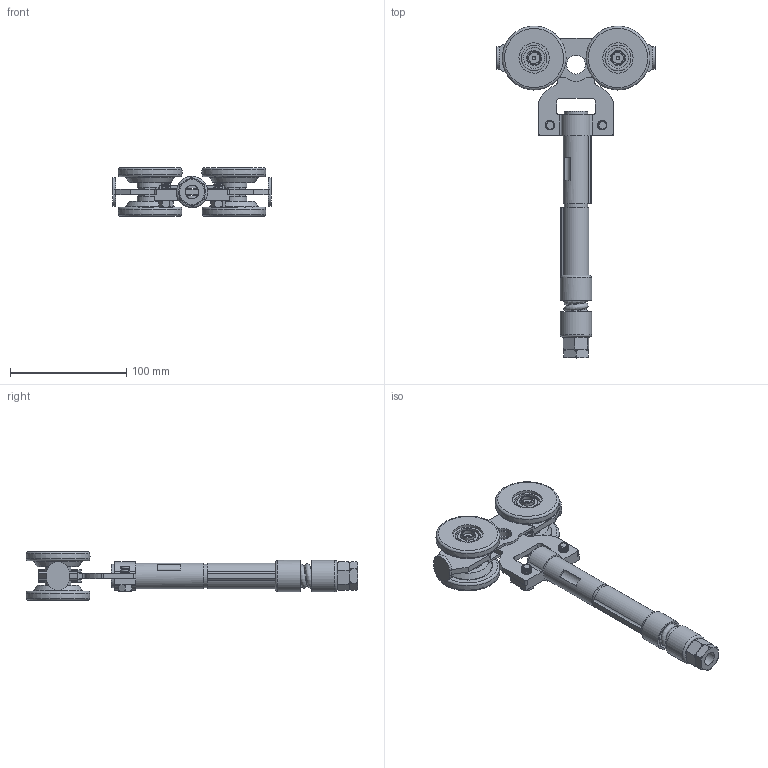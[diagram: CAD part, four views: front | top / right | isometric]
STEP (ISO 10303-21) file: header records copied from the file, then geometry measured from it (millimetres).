
FILE_DESCRIPTION((''),'2;1');
FILE_NAME('362SO.stp','2008-12-19T08:46:31',('Giuliano'),(''),'Autodesk Inventor 2009','Autodesk Inventor 2009','');
FILE_SCHEMA(('AUTOMOTIVE_DESIGN { 1 0 10303 214 1 1 1 1 }'));
Length unit declared in the file: millimetre
Products named in the file (1): Pièce10
Bounding box: 136 x 285.19 x 42 mm (x, y, z)
Volume: 188550.8 mm3; surface area: 93748.3 mm2
Topology: 5 solids, 5 shells, 534 faces, 1271 edges, 806 vertices
Faces by surface type: plane 231, cylinder 159, bspline 108, torus 20, cone 16
Full cylindrical faces by diameter (mm): 3 x2, 8 x2, 9 x1, 9.5 x2, 11.8 x2, 12 x4, 12.2 x4, 14.05 x2, 14.5 x2, 16.2 x3, 17.825 x8, 20 x2, 22 x4, 22.175 x8, 24 x2, 26 x8, 27 x2
Entity records: 29669 total; most frequent: CARTESIAN_POINT 18123, ORIENTED_EDGE 2200, DIRECTION 2069, EDGE_CURVE 1100, AXIS2_PLACEMENT_3D 797, VERTEX_POINT 771, EDGE_LOOP 721, STYLED_ITEM 521
